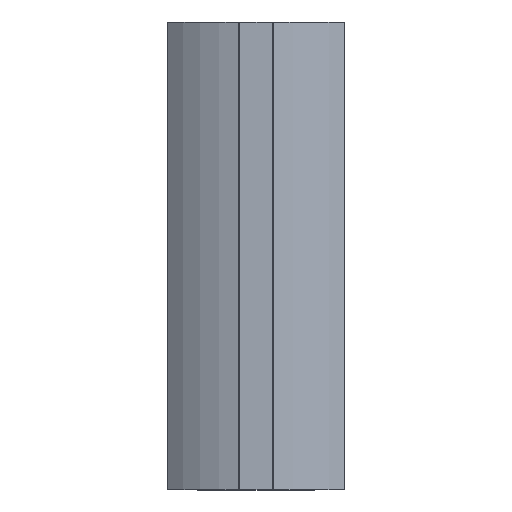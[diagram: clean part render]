
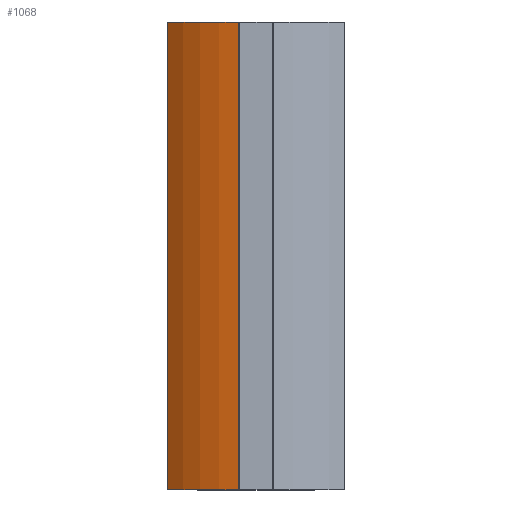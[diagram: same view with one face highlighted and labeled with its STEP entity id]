
A CAD part, top view. The second image highlights one B-rep face of the part: STEP entity #1068.
In plain terms, the highlighted cylindrical face has radius 12.627 mm (diameter 25.253 mm), a partial arc.
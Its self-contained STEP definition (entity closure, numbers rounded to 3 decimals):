
#87=FACE_OUTER_BOUND('',#142,.T.);
#142=EDGE_LOOP('',(#959,#960,#961,#962));
#243=LINE('',#1847,#342);
#245=LINE('',#1851,#344);
#342=VECTOR('',#1516,40.);
#344=VECTOR('',#1522,40.);
#357=CIRCLE('',#1109,12.626);
#403=CIRCLE('',#1156,12.626);
#430=VERTEX_POINT('',#1591);
#431=VERTEX_POINT('',#1593);
#504=VERTEX_POINT('',#1745);
#505=VERTEX_POINT('',#1747);
#537=EDGE_CURVE('',#430,#431,#357,.T.);
#616=EDGE_CURVE('',#505,#504,#403,.T.);
#667=EDGE_CURVE('',#431,#504,#243,.T.);
#669=EDGE_CURVE('',#430,#505,#245,.T.);
#959=ORIENTED_EDGE('',*,*,#669,.T.);
#960=ORIENTED_EDGE('',*,*,#616,.T.);
#961=ORIENTED_EDGE('',*,*,#667,.F.);
#962=ORIENTED_EDGE('',*,*,#537,.F.);
#1014=CYLINDRICAL_SURFACE('',#1203,12.626);
#1068=ADVANCED_FACE('',(#87),#1014,.T.);
#1109=AXIS2_PLACEMENT_3D('',#1594,#1253,#1254);
#1156=AXIS2_PLACEMENT_3D('',#1748,#1380,#1381);
#1203=AXIS2_PLACEMENT_3D('',#1852,#1523,#1524);
#1253=DIRECTION('center_axis',(0.,1.,0.));
#1254=DIRECTION('ref_axis',(0.,0.,-1.));
#1380=DIRECTION('center_axis',(0.,1.,0.));
#1381=DIRECTION('ref_axis',(1.,0.,0.));
#1516=DIRECTION('',(0.,-1.,0.));
#1522=DIRECTION('',(0.,-1.,0.));
#1523=DIRECTION('center_axis',(0.,-1.,0.));
#1524=DIRECTION('ref_axis',(0.,0.,-1.));
#1591=CARTESIAN_POINT('',(-7.6,40.,9.015));
#1593=CARTESIAN_POINT('',(-1.517,40.,11.995));
#1594=CARTESIAN_POINT('Origin',(0.793,40.,-0.418));
#1745=CARTESIAN_POINT('',(-1.517,0.,11.995));
#1747=CARTESIAN_POINT('',(-7.6,0.,9.015));
#1748=CARTESIAN_POINT('Origin',(0.793,0.,-0.418));
#1847=CARTESIAN_POINT('',(-1.517,40.,11.995));
#1851=CARTESIAN_POINT('',(-7.6,40.,9.015));
#1852=CARTESIAN_POINT('Origin',(0.793,40.,-0.418));
